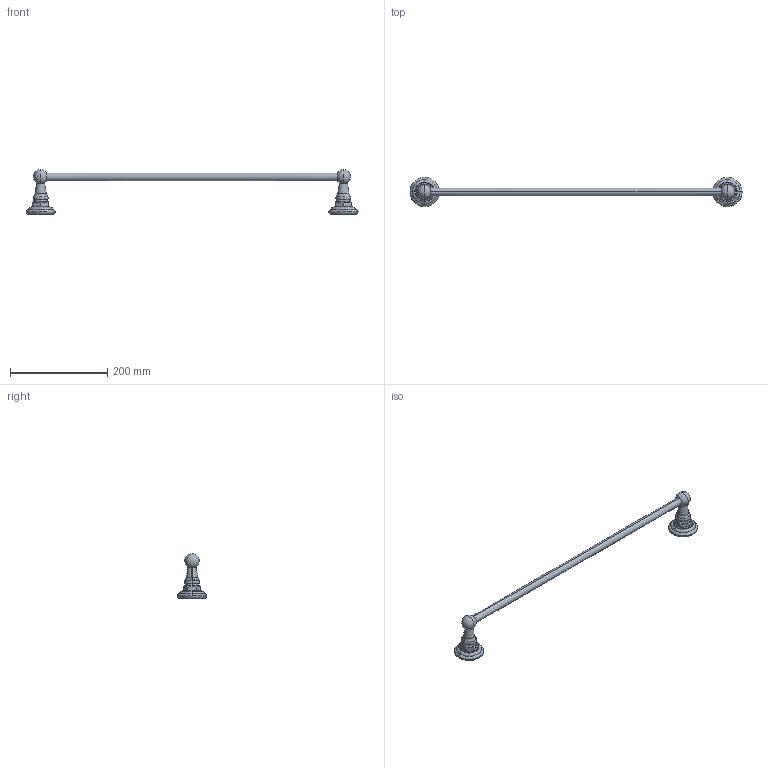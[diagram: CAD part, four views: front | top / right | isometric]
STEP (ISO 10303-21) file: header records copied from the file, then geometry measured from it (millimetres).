
FILE_DESCRIPTION((''),'2;1');
FILE_NAME('13-02_SW0001','2010-06-11T',('rathishkumar'),(''),'PRO/ENGINEER BY PARAMETRIC TECHNOLOGY CORPORATION, 2009300','PRO/ENGINEER BY PARAMETRIC TECHNOLOGY CORPORATION, 2009300','');
FILE_SCHEMA(('CONFIG_CONTROL_DESIGN'));
Length unit declared in the file: inch
Products named in the file (1): 13-02_SW0001
Bounding box: 681.34 x 59.94 x 91.52 mm (x, y, z)
Surface area: 92760.3 mm2 (no closed solid volume)
Topology: 0 solids, 0 shells, 64 faces, 320 edges, 304 vertices
Faces by surface type: bspline 40, torus 20, sphere 4
Entity records: 7747 total; most frequent: CARTESIAN_POINT 5028, DIRECTION 452, TRIMMED_CURVE 322, DEFINITIONAL_REPRESENTATION 292, PCURVE 292, COMPOSITE_CURVE_SEGMENT 292, VECTOR 240, LINE 240
